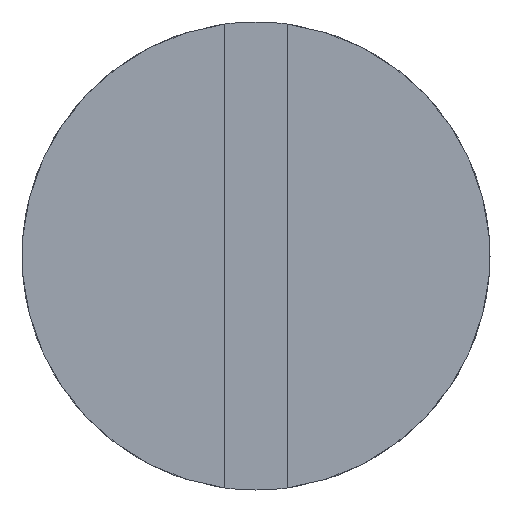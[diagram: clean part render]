
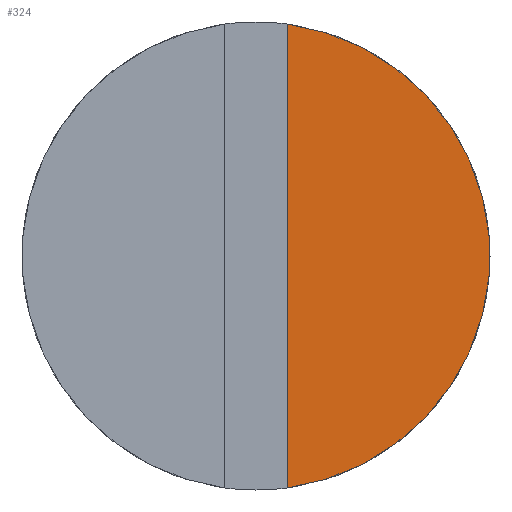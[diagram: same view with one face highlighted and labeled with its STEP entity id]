
A CAD part, left-side view. The second image highlights one B-rep face of the part: STEP entity #324.
In plain terms, the highlighted planar face has unit normal (-1, 0, 0).
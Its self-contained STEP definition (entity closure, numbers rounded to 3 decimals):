
#15 = VERTEX_POINT ( 'NONE', #1104 ) ;
#40 = VERTEX_POINT ( 'NONE', #452 ) ;
#216 = VECTOR ( 'NONE', #1786, 1000. ) ;
#324 = ADVANCED_FACE ( 'NONE', ( #2095 ), #636, .F. ) ;
#451 = AXIS2_PLACEMENT_3D ( 'NONE', #477, #1995, #662 ) ;
#452 = CARTESIAN_POINT ( 'NONE',  ( 0., -0.4, -2.973 ) ) ;
#477 = CARTESIAN_POINT ( 'NONE',  ( 0., 3., 0. ) ) ;
#636 = PLANE ( 'NONE',  #451 ) ;
#662 = DIRECTION ( 'NONE',  ( 0., 0., -1. ) ) ;
#824 = CARTESIAN_POINT ( 'NONE',  ( 0., 0., 0. ) ) ;
#839 = DIRECTION ( 'NONE',  ( 0., 0., 1. ) ) ;
#942 = CARTESIAN_POINT ( 'NONE',  ( 0., -0.4, -3. ) ) ;
#1104 = CARTESIAN_POINT ( 'NONE',  ( 0., -0.4, 2.973 ) ) ;
#1130 = LINE ( 'NONE', #942, #216 ) ;
#1348 = AXIS2_PLACEMENT_3D ( 'NONE', #824, #1365, #839 ) ;
#1363 = EDGE_LOOP ( 'NONE', ( #1676, #1765 ) ) ;
#1365 = DIRECTION ( 'NONE',  ( -1., 0., 0. ) ) ;
#1507 = EDGE_CURVE ( 'NONE', #15, #40, #1130, .T. ) ;
#1592 = EDGE_CURVE ( 'NONE', #40, #15, #2082, .T. ) ;
#1676 = ORIENTED_EDGE ( 'NONE', *, *, #1507, .T. ) ;
#1765 = ORIENTED_EDGE ( 'NONE', *, *, #1592, .T. ) ;
#1786 = DIRECTION ( 'NONE',  ( 0., 0., -1. ) ) ;
#1995 = DIRECTION ( 'NONE',  ( 1., 0., 0. ) ) ;
#2082 = CIRCLE ( 'NONE', #1348, 3. ) ;
#2095 = FACE_OUTER_BOUND ( 'NONE', #1363, .T. ) ;
